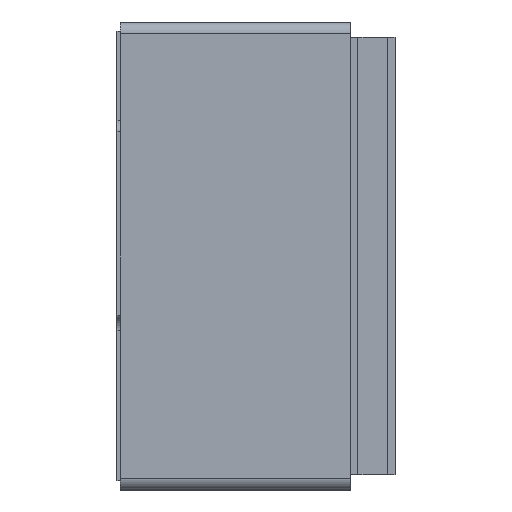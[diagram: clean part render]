
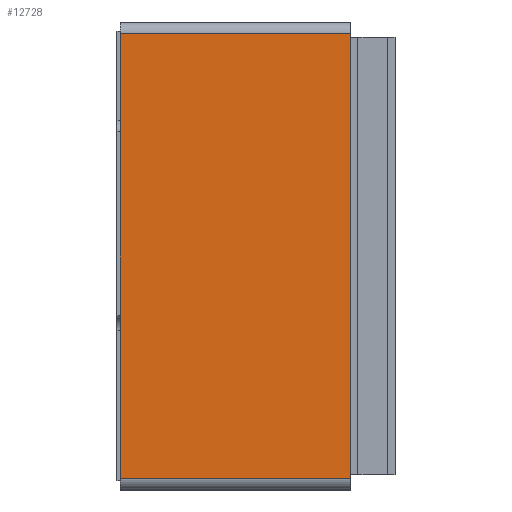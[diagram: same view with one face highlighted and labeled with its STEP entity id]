
A CAD part, left-side view. The second image highlights one B-rep face of the part: STEP entity #12728.
In plain terms, the highlighted planar face has unit normal (-1, 0, 0).
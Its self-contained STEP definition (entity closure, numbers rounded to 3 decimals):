
#155 = CARTESIAN_POINT ( 'NONE',  ( -3.2, 8.881, 1.44 ) ) ;
#657 = ORIENTED_EDGE ( 'NONE', *, *, #12241, .F. ) ;
#815 = CARTESIAN_POINT ( 'NONE',  ( -3.2, 1.78, -1.44 ) ) ;
#1047 = DIRECTION ( 'NONE',  ( 0., 0., 1. ) ) ;
#1574 = EDGE_CURVE ( 'NONE', #4587, #1593, #10598, .T. ) ;
#1593 = VERTEX_POINT ( 'NONE', #12610 ) ;
#1646 = CARTESIAN_POINT ( 'NONE',  ( -3.2, 8.881, -1.44 ) ) ;
#1840 = VECTOR ( 'NONE', #1047, 1000. ) ;
#1966 = PLANE ( 'NONE',  #4588 ) ;
#2815 = DIRECTION ( 'NONE',  ( 0., 0., -1. ) ) ;
#2891 = ORIENTED_EDGE ( 'NONE', *, *, #6111, .T. ) ;
#3168 = VECTOR ( 'NONE', #9389, 1000. ) ;
#3218 = ORIENTED_EDGE ( 'NONE', *, *, #10520, .T. ) ;
#4321 = ORIENTED_EDGE ( 'NONE', *, *, #1574, .T. ) ;
#4587 = VERTEX_POINT ( 'NONE', #8517 ) ;
#4588 = AXIS2_PLACEMENT_3D ( 'NONE', #9030, #12799, #2815 ) ;
#4780 = FACE_OUTER_BOUND ( 'NONE', #12351, .T. ) ;
#5951 = VERTEX_POINT ( 'NONE', #12663 ) ;
#6111 = EDGE_CURVE ( 'NONE', #1593, #5951, #10848, .T. ) ;
#7114 = CARTESIAN_POINT ( 'NONE',  ( -3.2, 0.29, -1.515 ) ) ;
#7578 = VECTOR ( 'NONE', #9632, 1000. ) ;
#8517 = CARTESIAN_POINT ( 'NONE',  ( -3.2, 1.78, -1.44 ) ) ;
#9030 = CARTESIAN_POINT ( 'NONE',  ( -3.2, 8.881, -1.515 ) ) ;
#9179 = VECTOR ( 'NONE', #10751, 1000. ) ;
#9266 = LINE ( 'NONE', #155, #3168 ) ;
#9389 = DIRECTION ( 'NONE',  ( 0., 1., 0. ) ) ;
#9632 = DIRECTION ( 'NONE',  ( 0., -1., 0. ) ) ;
#10520 = EDGE_CURVE ( 'NONE', #5951, #11140, #9266, .T. ) ;
#10598 = LINE ( 'NONE', #1646, #7578 ) ;
#10751 = DIRECTION ( 'NONE',  ( 0., 0., 1. ) ) ;
#10848 = LINE ( 'NONE', #7114, #1840 ) ;
#11140 = VERTEX_POINT ( 'NONE', #12074 ) ;
#12074 = CARTESIAN_POINT ( 'NONE',  ( -3.2, 1.78, 1.44 ) ) ;
#12241 = EDGE_CURVE ( 'NONE', #4587, #11140, #12625, .T. ) ;
#12351 = EDGE_LOOP ( 'NONE', ( #657, #4321, #2891, #3218 ) ) ;
#12610 = CARTESIAN_POINT ( 'NONE',  ( -3.2, 0.29, -1.44 ) ) ;
#12625 = LINE ( 'NONE', #815, #9179 ) ;
#12663 = CARTESIAN_POINT ( 'NONE',  ( -3.2, 0.29, 1.44 ) ) ;
#12728 = ADVANCED_FACE ( 'NONE', ( #4780 ), #1966, .F. ) ;
#12799 = DIRECTION ( 'NONE',  ( 1., 0., 0. ) ) ;
